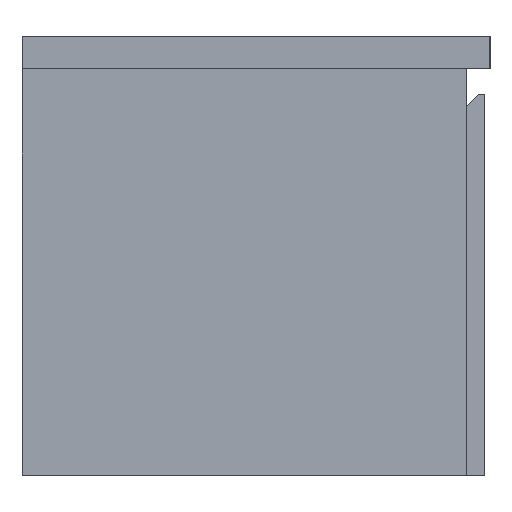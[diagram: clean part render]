
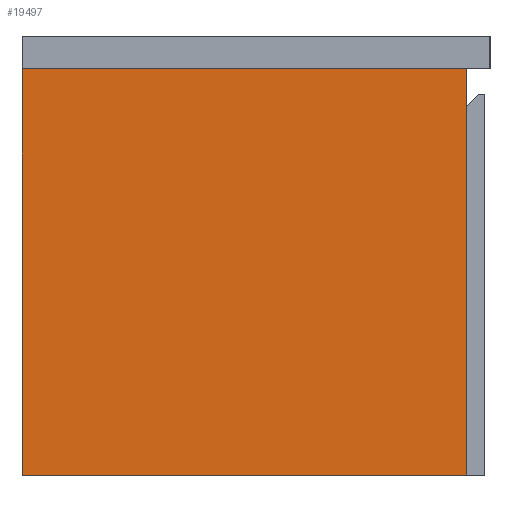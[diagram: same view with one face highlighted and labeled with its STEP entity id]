
A CAD part, left-side view. The second image highlights one B-rep face of the part: STEP entity #19497.
In plain terms, the highlighted face is planar.
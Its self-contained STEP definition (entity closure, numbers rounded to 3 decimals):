
#948 = CARTESIAN_POINT ( 'NONE',  ( 0., 437., -2. ) ) ;
#1017 = DIRECTION ( 'NONE',  ( 1., 0., 0. ) ) ;
#1380 = CARTESIAN_POINT ( 'NONE',  ( 0., 0., -2. ) ) ;
#2178 = EDGE_CURVE ( 'NONE', #16800, #5482, #18276, .T. ) ;
#3385 = CARTESIAN_POINT ( 'NONE',  ( 0., 437., -2. ) ) ;
#3965 = ORIENTED_EDGE ( 'NONE', *, *, #19403, .F. ) ;
#5410 = LINE ( 'NONE', #8938, #9321 ) ;
#5482 = VERTEX_POINT ( 'NONE', #1380 ) ;
#6011 = DIRECTION ( 'NONE',  ( 0., 1., 0. ) ) ;
#6180 = VECTOR ( 'NONE', #1017, 1000. ) ;
#6638 = VERTEX_POINT ( 'NONE', #21572 ) ;
#8938 = CARTESIAN_POINT ( 'NONE',  ( 0., 437., -2. ) ) ;
#9321 = VECTOR ( 'NONE', #19627, 1000. ) ;
#9453 = DIRECTION ( 'NONE',  ( -1., 0., 0. ) ) ;
#9697 = EDGE_LOOP ( 'NONE', ( #16492, #16456, #3965, #22526 ) ) ;
#9836 = LINE ( 'NONE', #11731, #6180 ) ;
#10043 = VECTOR ( 'NONE', #16610, 1000. ) ;
#10286 = LINE ( 'NONE', #16840, #15420 ) ;
#11280 = PLANE ( 'NONE',  #21759 ) ;
#11301 = EDGE_CURVE ( 'NONE', #6638, #16800, #5410, .T. ) ;
#11385 = FACE_OUTER_BOUND ( 'NONE', #9697, .T. ) ;
#11431 = DIRECTION ( 'NONE',  ( 0., 0., -1. ) ) ;
#11731 = CARTESIAN_POINT ( 'NONE',  ( 0., 0., -2. ) ) ;
#15420 = VECTOR ( 'NONE', #6011, 1000. ) ;
#16456 = ORIENTED_EDGE ( 'NONE', *, *, #11301, .F. ) ;
#16492 = ORIENTED_EDGE ( 'NONE', *, *, #2178, .F. ) ;
#16610 = DIRECTION ( 'NONE',  ( 0., -1., 0. ) ) ;
#16800 = VERTEX_POINT ( 'NONE', #948 ) ;
#16840 = CARTESIAN_POINT ( 'NONE',  ( 400., 437., -2. ) ) ;
#18276 = LINE ( 'NONE', #3385, #10043 ) ;
#18760 = CARTESIAN_POINT ( 'NONE',  ( 400., 0., -2. ) ) ;
#19403 = EDGE_CURVE ( 'NONE', #20068, #6638, #10286, .T. ) ;
#19497 = ADVANCED_FACE ( 'NONE', ( #11385 ), #11280, .T. ) ;
#19627 = DIRECTION ( 'NONE',  ( -1., 0., 0. ) ) ;
#20068 = VERTEX_POINT ( 'NONE', #18760 ) ;
#20340 = CARTESIAN_POINT ( 'NONE',  ( 0., 437., -2. ) ) ;
#21572 = CARTESIAN_POINT ( 'NONE',  ( 400., 437., -2. ) ) ;
#21759 = AXIS2_PLACEMENT_3D ( 'NONE', #20340, #11431, #9453 ) ;
#22167 = EDGE_CURVE ( 'NONE', #5482, #20068, #9836, .T. ) ;
#22526 = ORIENTED_EDGE ( 'NONE', *, *, #22167, .F. ) ;
